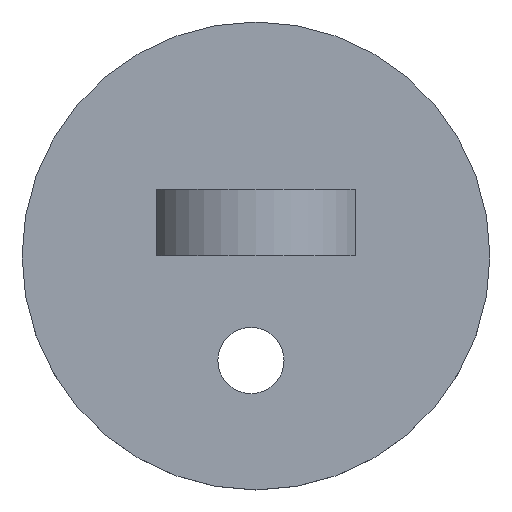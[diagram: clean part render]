
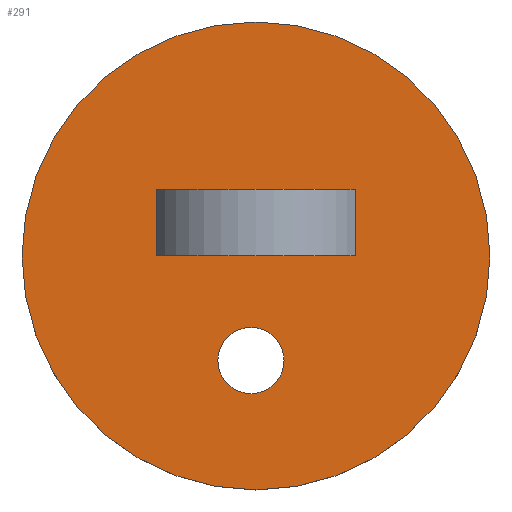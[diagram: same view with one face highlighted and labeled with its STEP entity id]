
A CAD part, top view. The second image highlights one B-rep face of the part: STEP entity #291.
In plain terms, the highlighted planar face has unit normal (0, 0, 1).
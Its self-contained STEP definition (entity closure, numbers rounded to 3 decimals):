
#23=FACE_BOUND('',#73,.T.);
#24=FACE_BOUND('',#74,.T.);
#36=PLANE('',#330);
#51=FACE_OUTER_BOUND('',#72,.T.);
#72=EDGE_LOOP('',(#257));
#73=EDGE_LOOP('',(#258));
#74=EDGE_LOOP('',(#259,#260,#261,#262));
#94=LINE('',#468,#120);
#100=LINE('',#483,#126);
#101=LINE('',#485,#127);
#102=LINE('',#487,#128);
#120=VECTOR('',#381,10.);
#126=VECTOR('',#395,10.);
#127=VECTOR('',#398,10.);
#128=VECTOR('',#401,10.);
#131=CIRCLE('',#311,7.5);
#138=CIRCLE('',#331,53.);
#141=VERTEX_POINT('',#427);
#154=VERTEX_POINT('',#465);
#155=VERTEX_POINT('',#467);
#159=VERTEX_POINT('',#479);
#160=VERTEX_POINT('',#481);
#162=VERTEX_POINT('',#492);
#165=EDGE_CURVE('',#141,#141,#131,.T.);
#184=EDGE_CURVE('',#155,#154,#94,.T.);
#192=EDGE_CURVE('',#159,#160,#100,.T.);
#193=EDGE_CURVE('',#160,#155,#101,.T.);
#194=EDGE_CURVE('',#154,#159,#102,.T.);
#196=EDGE_CURVE('',#162,#162,#138,.T.);
#257=ORIENTED_EDGE('',*,*,#196,.T.);
#258=ORIENTED_EDGE('',*,*,#165,.T.);
#259=ORIENTED_EDGE('',*,*,#192,.T.);
#260=ORIENTED_EDGE('',*,*,#193,.T.);
#261=ORIENTED_EDGE('',*,*,#184,.T.);
#262=ORIENTED_EDGE('',*,*,#194,.T.);
#291=ADVANCED_FACE('',(#51,#23,#24),#36,.T.);
#311=AXIS2_PLACEMENT_3D('',#428,#344,#345);
#330=AXIS2_PLACEMENT_3D('',#491,#406,#407);
#331=AXIS2_PLACEMENT_3D('',#493,#408,#409);
#344=DIRECTION('center_axis',(0.,0.,-1.));
#345=DIRECTION('ref_axis',(1.,0.,0.));
#381=DIRECTION('',(0.,-1.,0.));
#395=DIRECTION('',(0.,1.,0.));
#398=DIRECTION('',(1.,0.,0.));
#401=DIRECTION('',(-1.,0.,0.));
#406=DIRECTION('center_axis',(0.,0.,1.));
#407=DIRECTION('ref_axis',(1.,0.,0.));
#408=DIRECTION('center_axis',(0.,0.,1.));
#409=DIRECTION('ref_axis',(1.,0.,0.));
#427=CARTESIAN_POINT('',(-8.637,-23.693,10.));
#428=CARTESIAN_POINT('Origin',(-1.137,-23.693,10.));
#465=CARTESIAN_POINT('',(22.5,0.,10.));
#467=CARTESIAN_POINT('',(22.5,15.,10.));
#468=CARTESIAN_POINT('',(22.5,0.,10.));
#479=CARTESIAN_POINT('',(-22.5,0.,10.));
#481=CARTESIAN_POINT('',(-22.5,15.,10.));
#483=CARTESIAN_POINT('',(-22.5,0.,10.));
#485=CARTESIAN_POINT('',(0.,15.,10.));
#487=CARTESIAN_POINT('',(0.,0.,10.));
#491=CARTESIAN_POINT('Origin',(0.,0.,10.));
#492=CARTESIAN_POINT('',(-53.,0.,10.));
#493=CARTESIAN_POINT('Origin',(0.,0.,10.));
